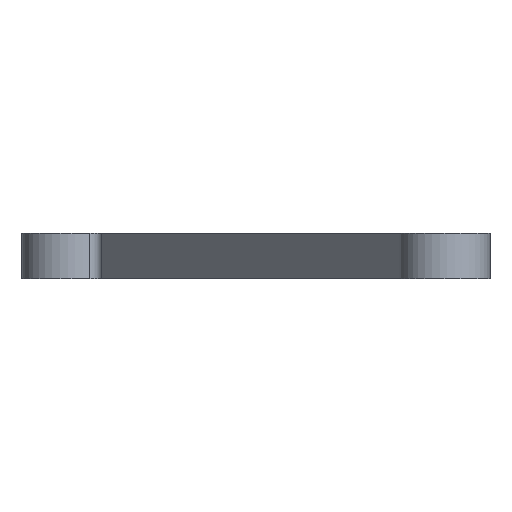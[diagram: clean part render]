
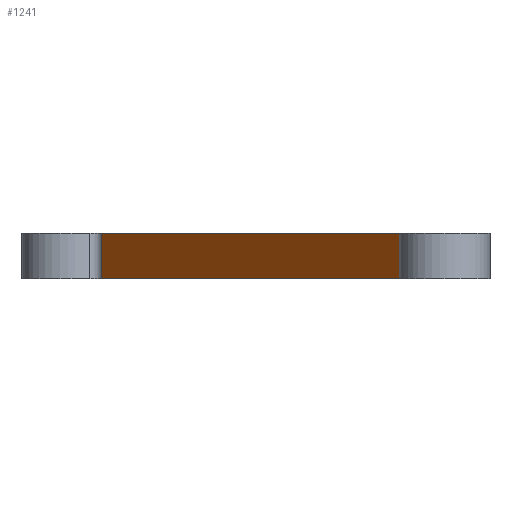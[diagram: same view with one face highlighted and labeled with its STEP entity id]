
A CAD part, front view. The second image highlights one B-rep face of the part: STEP entity #1241.
In plain terms, the highlighted planar face has unit normal (-0.775, -0.631, 0).
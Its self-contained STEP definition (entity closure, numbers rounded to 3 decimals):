
#152 = VERTEX_POINT('',#153);
#153 = CARTESIAN_POINT('',(18.218,-30.58,10.));
#160 = EDGE_CURVE('',#161,#152,#163,.T.);
#161 = VERTEX_POINT('',#162);
#162 = CARTESIAN_POINT('',(-15.797,11.19,10.));
#163 = LINE('',#164,#165);
#164 = CARTESIAN_POINT('',(-19.532,15.777,10.));
#165 = VECTOR('',#166,1.);
#166 = DIRECTION('',(0.631,-0.775,0.));
#436 = VERTEX_POINT('',#437);
#437 = CARTESIAN_POINT('',(-15.797,11.19,15.));
#444 = EDGE_CURVE('',#436,#445,#447,.T.);
#445 = VERTEX_POINT('',#446);
#446 = CARTESIAN_POINT('',(18.218,-30.58,15.));
#447 = LINE('',#448,#449);
#448 = CARTESIAN_POINT('',(-19.532,15.777,15.));
#449 = VECTOR('',#450,1.);
#450 = DIRECTION('',(0.631,-0.775,0.));
#1231 = EDGE_CURVE('',#161,#436,#1232,.T.);
#1232 = LINE('',#1233,#1234);
#1233 = CARTESIAN_POINT('',(-15.797,11.19,10.));
#1234 = VECTOR('',#1235,1.);
#1235 = DIRECTION('',(0.,0.,1.));
#1241 = ADVANCED_FACE('',(#1242),#1253,.F.);
#1242 = FACE_BOUND('',#1243,.F.);
#1243 = EDGE_LOOP('',(#1244,#1245,#1246,#1247));
#1244 = ORIENTED_EDGE('',*,*,#160,.F.);
#1245 = ORIENTED_EDGE('',*,*,#1231,.T.);
#1246 = ORIENTED_EDGE('',*,*,#444,.T.);
#1247 = ORIENTED_EDGE('',*,*,#1248,.F.);
#1248 = EDGE_CURVE('',#152,#445,#1249,.T.);
#1249 = LINE('',#1250,#1251);
#1250 = CARTESIAN_POINT('',(18.218,-30.58,10.));
#1251 = VECTOR('',#1252,1.);
#1252 = DIRECTION('',(0.,0.,1.));
#1253 = PLANE('',#1254);
#1254 = AXIS2_PLACEMENT_3D('',#1255,#1256,#1257);
#1255 = CARTESIAN_POINT('',(-19.532,15.777,10.));
#1256 = DIRECTION('',(0.775,0.631,0.));
#1257 = DIRECTION('',(0.631,-0.775,0.));
